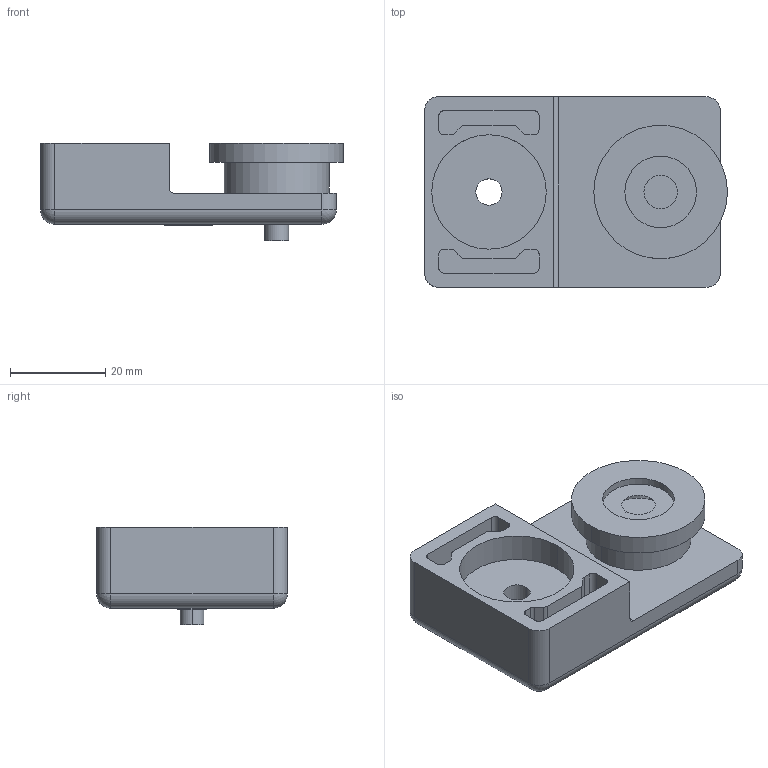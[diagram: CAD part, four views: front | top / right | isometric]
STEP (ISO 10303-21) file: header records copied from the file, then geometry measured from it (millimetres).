
FILE_DESCRIPTION((''),'2;1');
FILE_NAME('12085_MAGNET_3030_ASM','2022-09-19T07:52:43',('PredragRovcanin'),('Audax d.o.o.'),'CREO PARAMETRIC BY PTC INC, 2020281','CREO PARAMETRIC BY PTC INC, 2020281','');
FILE_SCHEMA(('AP242_MANAGED_MODEL_BASED_3D_ENGINEERING_MIM_LF { 1 0 10303 442 1 1 4 }'));
Length unit declared in the file: millimetre
Products named in the file (4): 12085_MAGNET_3030_A; 12085_MAGNET_3030_B; 12085_MAGNET_3030_C; 12085_MAGNET_3030_ASM
Assembly tree (3 placements, depth 2):
  12085_MAGNET_3030_ASM
    12085_MAGNET_3030_A
    12085_MAGNET_3030_B
    12085_MAGNET_3030_C
Bounding box: 63.5 x 40 x 20.5 mm (x, y, z)
Volume: 26401.7 mm3; surface area: 12436 mm2
Topology: 3 solids, 4 shells, 94 faces, 232 edges, 160 vertices
Faces by surface type: cylinder 45, plane 39, sphere 4, extrusion 4, cone 2
Entity records: 4413 total; most frequent: CARTESIAN_POINT 593, DIRECTION 554, ORIENTED_EDGE 446, COLOUR_RGB 327, PRESENTATION_STYLE_ASSIGNMENT 241, STYLED_ITEM 241, CURVE_STYLE 235, EDGE_CURVE 225
